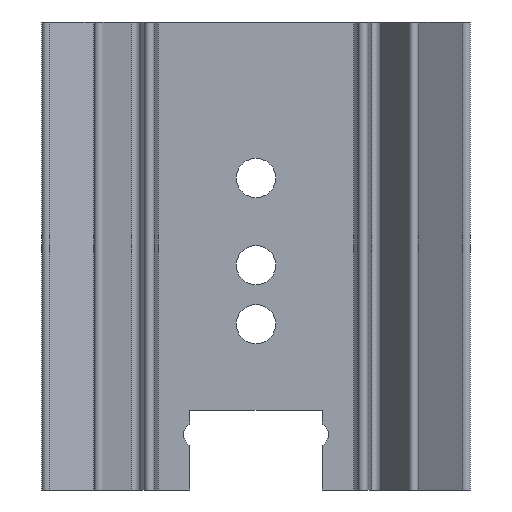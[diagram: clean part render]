
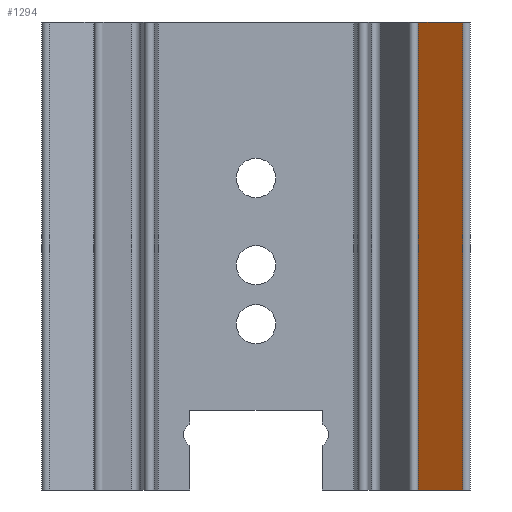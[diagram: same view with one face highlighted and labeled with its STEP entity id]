
A CAD part, front view. The second image highlights one B-rep face of the part: STEP entity #1294.
In plain terms, the highlighted planar face has unit normal (-0.556, -0.831, 0).
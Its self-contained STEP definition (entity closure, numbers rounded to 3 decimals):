
#12 = ORIENTED_EDGE ( 'NONE', *, *, #2337, .F. ) ;
#142 = FACE_OUTER_BOUND ( 'NONE', #2000, .T. ) ;
#243 = CARTESIAN_POINT ( 'NONE',  ( 34.277, 0.068, 38.1 ) ) ;
#367 = VERTEX_POINT ( 'NONE', #2639 ) ;
#489 = ORIENTED_EDGE ( 'NONE', *, *, #977, .T. ) ;
#593 = AXIS2_PLACEMENT_3D ( 'NONE', #2413, #626, #1200 ) ;
#626 = DIRECTION ( 'NONE',  ( -0.556, -0.831, 0. ) ) ;
#642 = VECTOR ( 'NONE', #1152, 1000. ) ;
#791 = LINE ( 'NONE', #1063, #2203 ) ;
#814 = EDGE_CURVE ( 'NONE', #2641, #367, #2913, .T. ) ;
#940 = PLANE ( 'NONE',  #593 ) ;
#977 = EDGE_CURVE ( 'NONE', #3099, #2641, #791, .T. ) ;
#1063 = CARTESIAN_POINT ( 'NONE',  ( 34.277, 0.068, 0. ) ) ;
#1144 = LINE ( 'NONE', #2623, #1622 ) ;
#1152 = DIRECTION ( 'NONE',  ( -0.831, 0.556, 0. ) ) ;
#1196 = LINE ( 'NONE', #1236, #1607 ) ;
#1200 = DIRECTION ( 'NONE',  ( -0.831, 0.556, 0. ) ) ;
#1236 = CARTESIAN_POINT ( 'NONE',  ( 30.373, 2.682, 0. ) ) ;
#1285 = EDGE_CURVE ( 'NONE', #2113, #3099, #1144, .T. ) ;
#1294 = ADVANCED_FACE ( 'NONE', ( #142 ), #940, .T. ) ;
#1607 = VECTOR ( 'NONE', #1918, 1000. ) ;
#1622 = VECTOR ( 'NONE', #2851, 1000. ) ;
#1918 = DIRECTION ( 'NONE',  ( 0., 0., 1. ) ) ;
#2000 = EDGE_LOOP ( 'NONE', ( #2922, #12, #3143, #489 ) ) ;
#2113 = VERTEX_POINT ( 'NONE', #3078 ) ;
#2203 = VECTOR ( 'NONE', #2550, 1000. ) ;
#2280 = CARTESIAN_POINT ( 'NONE',  ( 34.277, 0.068, 0. ) ) ;
#2337 = EDGE_CURVE ( 'NONE', #2113, #367, #1196, .T. ) ;
#2413 = CARTESIAN_POINT ( 'NONE',  ( 34.277, 0.068, 0. ) ) ;
#2508 = CARTESIAN_POINT ( 'NONE',  ( 34.277, 0.068, 38.1 ) ) ;
#2550 = DIRECTION ( 'NONE',  ( 0., 0., 1. ) ) ;
#2623 = CARTESIAN_POINT ( 'NONE',  ( 30.373, 2.682, 0. ) ) ;
#2639 = CARTESIAN_POINT ( 'NONE',  ( 30.373, 2.682, 38.1 ) ) ;
#2641 = VERTEX_POINT ( 'NONE', #2508 ) ;
#2851 = DIRECTION ( 'NONE',  ( 0.831, -0.556, 0. ) ) ;
#2913 = LINE ( 'NONE', #243, #642 ) ;
#2922 = ORIENTED_EDGE ( 'NONE', *, *, #814, .T. ) ;
#3078 = CARTESIAN_POINT ( 'NONE',  ( 30.373, 2.682, 0. ) ) ;
#3099 = VERTEX_POINT ( 'NONE', #2280 ) ;
#3143 = ORIENTED_EDGE ( 'NONE', *, *, #1285, .T. ) ;
